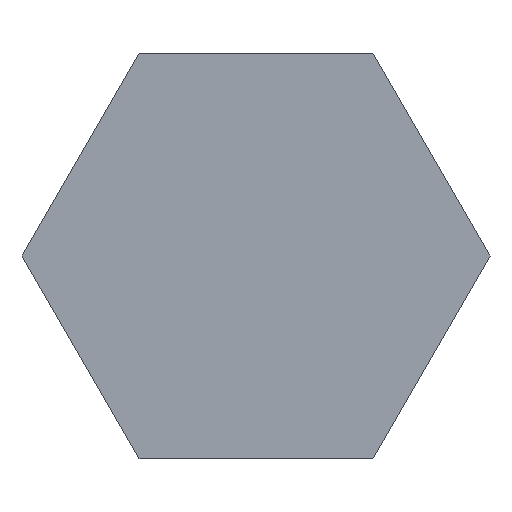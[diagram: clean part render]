
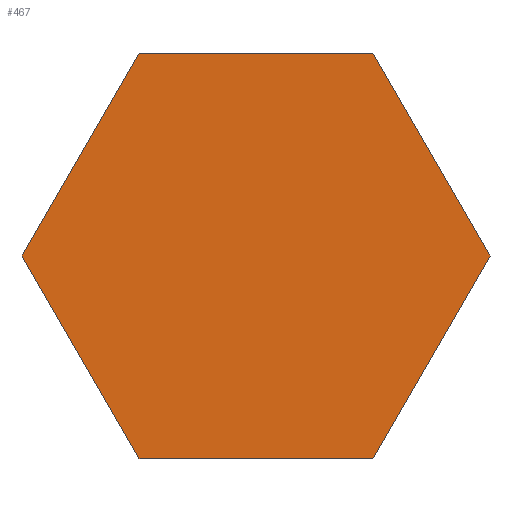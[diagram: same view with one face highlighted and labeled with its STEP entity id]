
A CAD part, front view. The second image highlights one B-rep face of the part: STEP entity #467.
In plain terms, the highlighted planar face has unit normal (0, -1, 0).
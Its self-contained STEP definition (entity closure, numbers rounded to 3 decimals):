
#3 = DIRECTION ( 'NONE',  ( 0., 0., 1. ) ) ;
#14 = VECTOR ( 'NONE', #179, 1000. ) ;
#38 = CARTESIAN_POINT ( 'NONE',  ( -3.753, 0., 6.5 ) ) ;
#41 = FACE_OUTER_BOUND ( 'NONE', #260, .T. ) ;
#63 = VERTEX_POINT ( 'NONE', #232 ) ;
#88 = DIRECTION ( 'NONE',  ( -0.5, 0., -0.866 ) ) ;
#97 = DIRECTION ( 'NONE',  ( 0.5, 0., 0.866 ) ) ;
#102 = CARTESIAN_POINT ( 'NONE',  ( -3.753, 0., -6.5 ) ) ;
#111 = VECTOR ( 'NONE', #97, 1000. ) ;
#113 = EDGE_CURVE ( 'NONE', #439, #63, #384, .T. ) ;
#115 = PLANE ( 'NONE',  #131 ) ;
#121 = CARTESIAN_POINT ( 'NONE',  ( 3.753, 0., 6.5 ) ) ;
#127 = LINE ( 'NONE', #205, #14 ) ;
#131 = AXIS2_PLACEMENT_3D ( 'NONE', #377, #265, #3 ) ;
#156 = VECTOR ( 'NONE', #502, 1000. ) ;
#179 = DIRECTION ( 'NONE',  ( 0.5, 0., -0.866 ) ) ;
#191 = ORIENTED_EDGE ( 'NONE', *, *, #283, .F. ) ;
#201 = VERTEX_POINT ( 'NONE', #121 ) ;
#205 = CARTESIAN_POINT ( 'NONE',  ( 3.753, 0., 6.5 ) ) ;
#230 = EDGE_CURVE ( 'NONE', #63, #447, #392, .T. ) ;
#232 = CARTESIAN_POINT ( 'NONE',  ( 3.753, 0., -6.5 ) ) ;
#235 = CARTESIAN_POINT ( 'NONE',  ( 3.753, 0., -6.5 ) ) ;
#249 = CARTESIAN_POINT ( 'NONE',  ( 7.506, 0., 0. ) ) ;
#256 = EDGE_CURVE ( 'NONE', #447, #442, #267, .T. ) ;
#258 = VECTOR ( 'NONE', #358, 1000. ) ;
#260 = EDGE_LOOP ( 'NONE', ( #191, #322, #359, #530, #334, #419 ) ) ;
#265 = DIRECTION ( 'NONE',  ( 0., 1., 0. ) ) ;
#267 = LINE ( 'NONE', #102, #258 ) ;
#283 = EDGE_CURVE ( 'NONE', #201, #439, #127, .T. ) ;
#285 = CARTESIAN_POINT ( 'NONE',  ( -3.753, 0., 6.5 ) ) ;
#298 = VERTEX_POINT ( 'NONE', #38 ) ;
#300 = CARTESIAN_POINT ( 'NONE',  ( 7.506, 0., 0. ) ) ;
#302 = EDGE_CURVE ( 'NONE', #442, #298, #341, .T. ) ;
#322 = ORIENTED_EDGE ( 'NONE', *, *, #396, .F. ) ;
#329 = CARTESIAN_POINT ( 'NONE',  ( -3.753, 0., -6.5 ) ) ;
#334 = ORIENTED_EDGE ( 'NONE', *, *, #230, .F. ) ;
#336 = CARTESIAN_POINT ( 'NONE',  ( -7.506, 0., 0. ) ) ;
#341 = LINE ( 'NONE', #496, #111 ) ;
#358 = DIRECTION ( 'NONE',  ( -0.5, 0., 0.866 ) ) ;
#359 = ORIENTED_EDGE ( 'NONE', *, *, #302, .F. ) ;
#377 = CARTESIAN_POINT ( 'NONE',  ( 0., 0., 0. ) ) ;
#384 = LINE ( 'NONE', #300, #399 ) ;
#392 = LINE ( 'NONE', #235, #485 ) ;
#396 = EDGE_CURVE ( 'NONE', #298, #201, #490, .T. ) ;
#399 = VECTOR ( 'NONE', #88, 1000. ) ;
#419 = ORIENTED_EDGE ( 'NONE', *, *, #113, .F. ) ;
#439 = VERTEX_POINT ( 'NONE', #249 ) ;
#442 = VERTEX_POINT ( 'NONE', #336 ) ;
#447 = VERTEX_POINT ( 'NONE', #329 ) ;
#467 = ADVANCED_FACE ( 'NONE', ( #41 ), #115, .F. ) ;
#483 = DIRECTION ( 'NONE',  ( -1., 0., 0. ) ) ;
#485 = VECTOR ( 'NONE', #483, 1000. ) ;
#490 = LINE ( 'NONE', #285, #156 ) ;
#496 = CARTESIAN_POINT ( 'NONE',  ( -7.506, 0., 0. ) ) ;
#502 = DIRECTION ( 'NONE',  ( 1., 0., 0. ) ) ;
#530 = ORIENTED_EDGE ( 'NONE', *, *, #256, .F. ) ;
